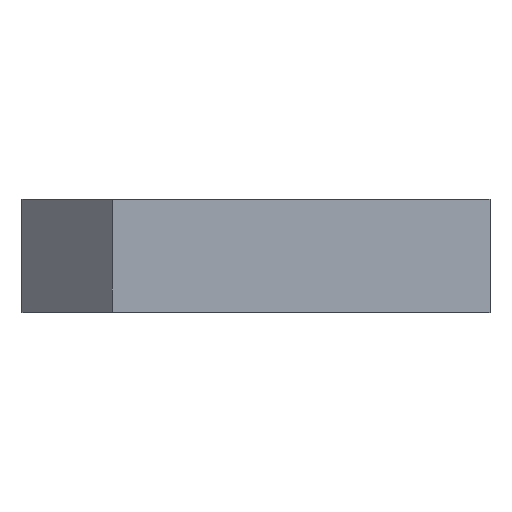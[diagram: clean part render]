
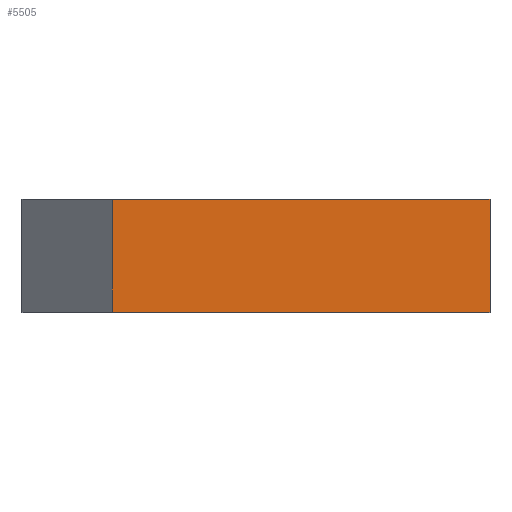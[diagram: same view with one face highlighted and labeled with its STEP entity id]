
A CAD part, top view. The second image highlights one B-rep face of the part: STEP entity #5505.
In plain terms, the highlighted planar face has unit normal (0, 0, 1).
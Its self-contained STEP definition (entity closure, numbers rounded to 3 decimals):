
#191 = LINE ( 'NONE', #7504, #2671 ) ;
#475 = VECTOR ( 'NONE', #13385, 1000. ) ;
#583 = ORIENTED_EDGE ( 'NONE', *, *, #923, .F. ) ;
#601 = LINE ( 'NONE', #4795, #3096 ) ;
#923 = EDGE_CURVE ( 'NONE', #2727, #11916, #601, .T. ) ;
#2262 = DIRECTION ( 'NONE',  ( 0., 0., -1. ) ) ;
#2671 = VECTOR ( 'NONE', #9392, 1000. ) ;
#2727 = VERTEX_POINT ( 'NONE', #11198 ) ;
#2966 = LINE ( 'NONE', #9197, #475 ) ;
#3096 = VECTOR ( 'NONE', #8920, 1000. ) ;
#3190 = DIRECTION ( 'NONE',  ( 0., -1., 0. ) ) ;
#3378 = CARTESIAN_POINT ( 'NONE',  ( -4.45, 3.5, 5.2 ) ) ;
#3439 = AXIS2_PLACEMENT_3D ( 'NONE', #12611, #2262, #11684 ) ;
#3559 = PLANE ( 'NONE',  #3439 ) ;
#3676 = EDGE_CURVE ( 'NONE', #10568, #11916, #2966, .T. ) ;
#4304 = CARTESIAN_POINT ( 'NONE',  ( 7.25, 0., 5.2 ) ) ;
#4476 = ORIENTED_EDGE ( 'NONE', *, *, #7909, .T. ) ;
#4795 = CARTESIAN_POINT ( 'NONE',  ( 7.25, 3.5, 5.2 ) ) ;
#5368 = ORIENTED_EDGE ( 'NONE', *, *, #9651, .F. ) ;
#5505 = ADVANCED_FACE ( 'NONE', ( #11744 ), #3559, .F. ) ;
#5814 = ORIENTED_EDGE ( 'NONE', *, *, #3676, .T. ) ;
#6395 = VECTOR ( 'NONE', #3190, 1000. ) ;
#7504 = CARTESIAN_POINT ( 'NONE',  ( -7.25, 3.5, 5.2 ) ) ;
#7909 = EDGE_CURVE ( 'NONE', #11497, #10568, #12585, .T. ) ;
#8035 = CARTESIAN_POINT ( 'NONE',  ( -4.45, 0., 5.2 ) ) ;
#8920 = DIRECTION ( 'NONE',  ( 0., -1., 0. ) ) ;
#9096 = EDGE_LOOP ( 'NONE', ( #5368, #4476, #5814, #583 ) ) ;
#9197 = CARTESIAN_POINT ( 'NONE',  ( -7.25, 0., 5.2 ) ) ;
#9392 = DIRECTION ( 'NONE',  ( 1., 0., 0. ) ) ;
#9651 = EDGE_CURVE ( 'NONE', #11497, #2727, #191, .T. ) ;
#10568 = VERTEX_POINT ( 'NONE', #8035 ) ;
#11198 = CARTESIAN_POINT ( 'NONE',  ( 7.25, 3.5, 5.2 ) ) ;
#11497 = VERTEX_POINT ( 'NONE', #3378 ) ;
#11684 = DIRECTION ( 'NONE',  ( -1., 0., 0. ) ) ;
#11744 = FACE_OUTER_BOUND ( 'NONE', #9096, .T. ) ;
#11916 = VERTEX_POINT ( 'NONE', #4304 ) ;
#12585 = LINE ( 'NONE', #12657, #6395 ) ;
#12611 = CARTESIAN_POINT ( 'NONE',  ( -7.25, 3.5, 5.2 ) ) ;
#12657 = CARTESIAN_POINT ( 'NONE',  ( -4.45, 3.5, 5.2 ) ) ;
#13385 = DIRECTION ( 'NONE',  ( 1., 0., 0. ) ) ;
